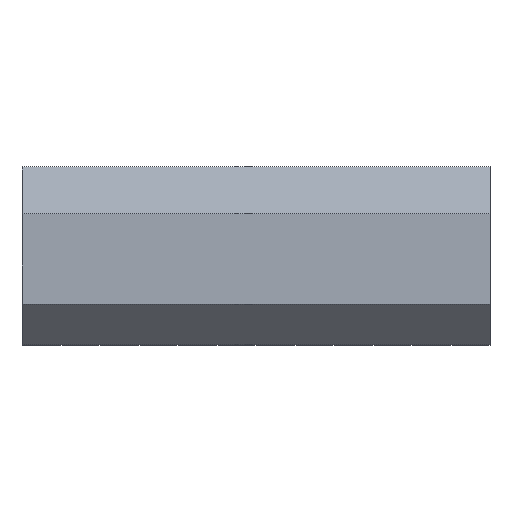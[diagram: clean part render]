
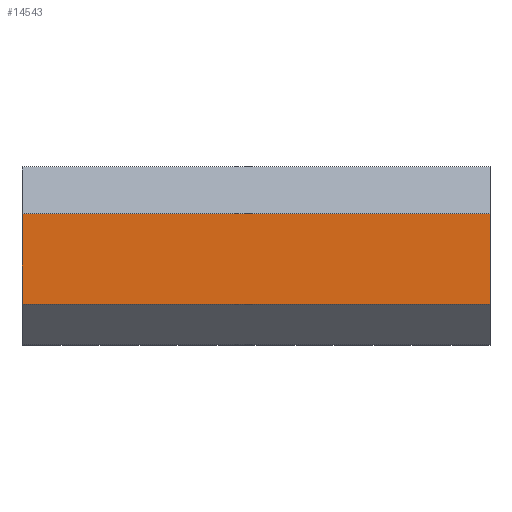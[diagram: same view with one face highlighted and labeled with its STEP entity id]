
A CAD part, top view. The second image highlights one B-rep face of the part: STEP entity #14543.
In plain terms, the highlighted planar face has unit normal (0, 0, 1).
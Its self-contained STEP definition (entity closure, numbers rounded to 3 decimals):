
#12696 = PLANE('',#12697);
#12697 = AXIS2_PLACEMENT_3D('',#12698,#12699,#12700);
#12698 = CARTESIAN_POINT('',(28.75,1.731,5.523));
#12699 = DIRECTION('',(1.,0.,0.));
#12700 = DIRECTION('',(0.,0.,1.));
#12750 = PLANE('',#12751);
#12751 = AXIS2_PLACEMENT_3D('',#12752,#12753,#12754);
#12752 = CARTESIAN_POINT('',(-1.25,1.731,5.523));
#12753 = DIRECTION('',(1.,0.,0.));
#12754 = DIRECTION('',(0.,0.,1.));
#12881 = PLANE('',#12882);
#12882 = AXIS2_PLACEMENT_3D('',#12883,#12884,#12885);
#12883 = CARTESIAN_POINT('',(-1.25,8.4,8.5));
#12884 = DIRECTION('',(0.,-0.447,-0.894));
#12885 = DIRECTION('',(0.,-0.894,0.447));
#12920 = VERTEX_POINT('',#12921);
#12921 = CARTESIAN_POINT('',(-1.25,5.4,10.));
#12942 = EDGE_CURVE('',#12920,#12943,#12945,.T.);
#12943 = VERTEX_POINT('',#12944);
#12944 = CARTESIAN_POINT('',(-1.25,-0.4,10.));
#12945 = SURFACE_CURVE('',#12946,(#12950,#12957),.PCURVE_S1.);
#12946 = LINE('',#12947,#12948);
#12947 = CARTESIAN_POINT('',(-1.25,5.4,10.));
#12948 = VECTOR('',#12949,1.);
#12949 = DIRECTION('',(0.,-1.,0.));
#12950 = PCURVE('',#12750,#12951);
#12951 = DEFINITIONAL_REPRESENTATION('',(#12952),#12956);
#12952 = LINE('',#12953,#12954);
#12953 = CARTESIAN_POINT('',(4.477,-3.669));
#12954 = VECTOR('',#12955,1.);
#12955 = DIRECTION('',(0.,1.));
#12956 = ( GEOMETRIC_REPRESENTATION_CONTEXT(2) 
PARAMETRIC_REPRESENTATION_CONTEXT() REPRESENTATION_CONTEXT('2D SPACE',''
  ) );
#12957 = PCURVE('',#12958,#12963);
#12958 = PLANE('',#12959);
#12959 = AXIS2_PLACEMENT_3D('',#12960,#12961,#12962);
#12960 = CARTESIAN_POINT('',(-1.25,5.4,10.));
#12961 = DIRECTION('',(0.,0.,-1.));
#12962 = DIRECTION('',(0.,-1.,0.));
#12963 = DEFINITIONAL_REPRESENTATION('',(#12964),#12968);
#12964 = LINE('',#12965,#12966);
#12965 = CARTESIAN_POINT('',(0.,-0.));
#12966 = VECTOR('',#12967,1.);
#12967 = DIRECTION('',(1.,0.));
#12968 = ( GEOMETRIC_REPRESENTATION_CONTEXT(2) 
PARAMETRIC_REPRESENTATION_CONTEXT() REPRESENTATION_CONTEXT('2D SPACE',''
  ) );
#12986 = PLANE('',#12987);
#12987 = AXIS2_PLACEMENT_3D('',#12988,#12989,#12990);
#12988 = CARTESIAN_POINT('',(-1.25,-0.4,10.));
#12989 = DIRECTION('',(0.,0.707,-0.707));
#12990 = DIRECTION('',(0.,-0.707,-0.707));
#13082 = VERTEX_POINT('',#13083);
#13083 = CARTESIAN_POINT('',(28.75,5.4,10.));
#13104 = EDGE_CURVE('',#13082,#13105,#13107,.T.);
#13105 = VERTEX_POINT('',#13106);
#13106 = CARTESIAN_POINT('',(28.75,-0.4,10.));
#13107 = SURFACE_CURVE('',#13108,(#13112,#13119),.PCURVE_S1.);
#13108 = LINE('',#13109,#13110);
#13109 = CARTESIAN_POINT('',(28.75,5.4,10.));
#13110 = VECTOR('',#13111,1.);
#13111 = DIRECTION('',(0.,-1.,0.));
#13112 = PCURVE('',#12696,#13113);
#13113 = DEFINITIONAL_REPRESENTATION('',(#13114),#13118);
#13114 = LINE('',#13115,#13116);
#13115 = CARTESIAN_POINT('',(4.477,-3.669));
#13116 = VECTOR('',#13117,1.);
#13117 = DIRECTION('',(0.,1.));
#13118 = ( GEOMETRIC_REPRESENTATION_CONTEXT(2) 
PARAMETRIC_REPRESENTATION_CONTEXT() REPRESENTATION_CONTEXT('2D SPACE',''
  ) );
#13119 = PCURVE('',#12958,#13120);
#13120 = DEFINITIONAL_REPRESENTATION('',(#13121),#13125);
#13121 = LINE('',#13122,#13123);
#13122 = CARTESIAN_POINT('',(0.,-30.));
#13123 = VECTOR('',#13124,1.);
#13124 = DIRECTION('',(1.,0.));
#13125 = ( GEOMETRIC_REPRESENTATION_CONTEXT(2) 
PARAMETRIC_REPRESENTATION_CONTEXT() REPRESENTATION_CONTEXT('2D SPACE',''
  ) );
#14522 = EDGE_CURVE('',#12920,#13082,#14523,.T.);
#14523 = SURFACE_CURVE('',#14524,(#14528,#14535),.PCURVE_S1.);
#14524 = LINE('',#14525,#14526);
#14525 = CARTESIAN_POINT('',(-1.25,5.4,10.));
#14526 = VECTOR('',#14527,1.);
#14527 = DIRECTION('',(1.,0.,0.));
#14528 = PCURVE('',#12881,#14529);
#14529 = DEFINITIONAL_REPRESENTATION('',(#14530),#14534);
#14530 = LINE('',#14531,#14532);
#14531 = CARTESIAN_POINT('',(3.354,0.));
#14532 = VECTOR('',#14533,1.);
#14533 = DIRECTION('',(0.,-1.));
#14534 = ( GEOMETRIC_REPRESENTATION_CONTEXT(2) 
PARAMETRIC_REPRESENTATION_CONTEXT() REPRESENTATION_CONTEXT('2D SPACE',''
  ) );
#14535 = PCURVE('',#12958,#14536);
#14536 = DEFINITIONAL_REPRESENTATION('',(#14537),#14541);
#14537 = LINE('',#14538,#14539);
#14538 = CARTESIAN_POINT('',(0.,-0.));
#14539 = VECTOR('',#14540,1.);
#14540 = DIRECTION('',(0.,-1.));
#14541 = ( GEOMETRIC_REPRESENTATION_CONTEXT(2) 
PARAMETRIC_REPRESENTATION_CONTEXT() REPRESENTATION_CONTEXT('2D SPACE',''
  ) );
#14543 = ADVANCED_FACE('',(#14544),#12958,.F.);
#14544 = FACE_BOUND('',#14545,.F.);
#14545 = EDGE_LOOP('',(#14546,#14547,#14548,#14569));
#14546 = ORIENTED_EDGE('',*,*,#14522,.T.);
#14547 = ORIENTED_EDGE('',*,*,#13104,.T.);
#14548 = ORIENTED_EDGE('',*,*,#14549,.F.);
#14549 = EDGE_CURVE('',#12943,#13105,#14550,.T.);
#14550 = SURFACE_CURVE('',#14551,(#14555,#14562),.PCURVE_S1.);
#14551 = LINE('',#14552,#14553);
#14552 = CARTESIAN_POINT('',(-1.25,-0.4,10.));
#14553 = VECTOR('',#14554,1.);
#14554 = DIRECTION('',(1.,0.,0.));
#14555 = PCURVE('',#12958,#14556);
#14556 = DEFINITIONAL_REPRESENTATION('',(#14557),#14561);
#14557 = LINE('',#14558,#14559);
#14558 = CARTESIAN_POINT('',(5.8,0.));
#14559 = VECTOR('',#14560,1.);
#14560 = DIRECTION('',(0.,-1.));
#14561 = ( GEOMETRIC_REPRESENTATION_CONTEXT(2) 
PARAMETRIC_REPRESENTATION_CONTEXT() REPRESENTATION_CONTEXT('2D SPACE',''
  ) );
#14562 = PCURVE('',#12986,#14563);
#14563 = DEFINITIONAL_REPRESENTATION('',(#14564),#14568);
#14564 = LINE('',#14565,#14566);
#14565 = CARTESIAN_POINT('',(0.,0.));
#14566 = VECTOR('',#14567,1.);
#14567 = DIRECTION('',(0.,-1.));
#14568 = ( GEOMETRIC_REPRESENTATION_CONTEXT(2) 
PARAMETRIC_REPRESENTATION_CONTEXT() REPRESENTATION_CONTEXT('2D SPACE',''
  ) );
#14569 = ORIENTED_EDGE('',*,*,#12942,.F.);
